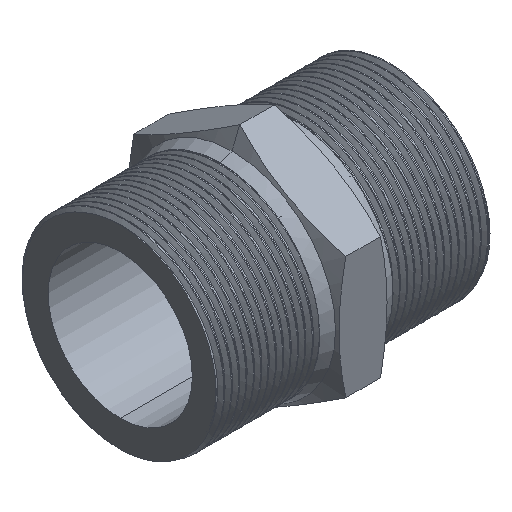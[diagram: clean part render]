
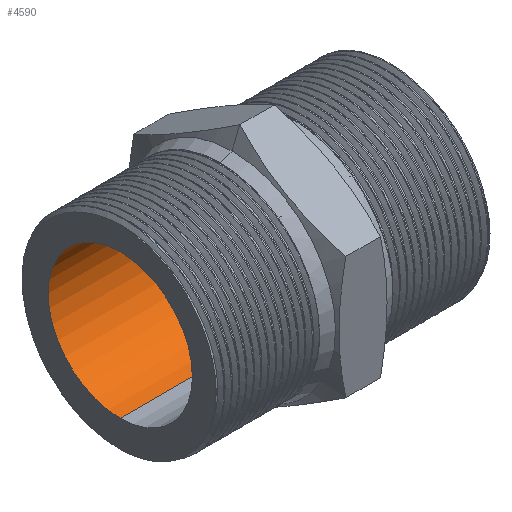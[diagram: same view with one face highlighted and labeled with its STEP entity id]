
A CAD part, isometric view. The second image highlights one B-rep face of the part: STEP entity #4590.
In plain terms, the highlighted cylindrical face has radius 12.25 mm (diameter 24.5 mm), a partial arc.
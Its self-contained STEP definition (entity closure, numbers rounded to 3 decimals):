
#146 = ORIENTED_EDGE ( 'NONE', *, *, #4004, .F. ) ;
#695 = CARTESIAN_POINT ( 'NONE',  ( -4.25, 0., -12.25 ) ) ;
#1090 = EDGE_LOOP ( 'NONE', ( #7896, #146, #5687, #10749 ) ) ;
#2021 = VECTOR ( 'NONE', #12179, 1000. ) ;
#2260 = VERTEX_POINT ( 'NONE', #10848 ) ;
#2495 = CARTESIAN_POINT ( 'NONE',  ( -23.25, 0., 0. ) ) ;
#2550 = CARTESIAN_POINT ( 'NONE',  ( -23.25, 0., 12.25 ) ) ;
#2873 = FACE_OUTER_BOUND ( 'NONE', #1090, .T. ) ;
#2945 = CARTESIAN_POINT ( 'NONE',  ( -4.25, 0., 12.25 ) ) ;
#3088 = CARTESIAN_POINT ( 'NONE',  ( -17.297, 0., -12.25 ) ) ;
#3473 = CIRCLE ( 'NONE', #6161, 12.25 ) ;
#4004 = EDGE_CURVE ( 'NONE', #11302, #6053, #12361, .T. ) ;
#4058 = DIRECTION ( 'NONE',  ( -1., 0., 0. ) ) ;
#4305 = AXIS2_PLACEMENT_3D ( 'NONE', #9924, #8814, #12785 ) ;
#4590 = ADVANCED_FACE ( 'NONE', ( #2873 ), #5062, .F. ) ;
#5062 = CYLINDRICAL_SURFACE ( 'NONE', #4305, 12.25 ) ;
#5090 = DIRECTION ( 'NONE',  ( 0., 0., 1. ) ) ;
#5153 = DIRECTION ( 'NONE',  ( -1., 0., 0. ) ) ;
#5687 = ORIENTED_EDGE ( 'NONE', *, *, #12432, .T. ) ;
#6053 = VERTEX_POINT ( 'NONE', #695 ) ;
#6161 = AXIS2_PLACEMENT_3D ( 'NONE', #2495, #5153, #5090 ) ;
#6575 = EDGE_CURVE ( 'NONE', #6053, #2260, #11831, .T. ) ;
#6814 = EDGE_CURVE ( 'NONE', #11825, #2260, #3473, .T. ) ;
#6919 = DIRECTION ( 'NONE',  ( 0., 0., 1. ) ) ;
#7896 = ORIENTED_EDGE ( 'NONE', *, *, #6575, .F. ) ;
#8420 = AXIS2_PLACEMENT_3D ( 'NONE', #11659, #10756, #6919 ) ;
#8471 = LINE ( 'NONE', #11335, #2021 ) ;
#8814 = DIRECTION ( 'NONE',  ( -1., 0., 0. ) ) ;
#9924 = CARTESIAN_POINT ( 'NONE',  ( -17.297, 0., 0. ) ) ;
#10749 = ORIENTED_EDGE ( 'NONE', *, *, #6814, .T. ) ;
#10756 = DIRECTION ( 'NONE',  ( -1., 0., 0. ) ) ;
#10848 = CARTESIAN_POINT ( 'NONE',  ( -23.25, 0., -12.25 ) ) ;
#11302 = VERTEX_POINT ( 'NONE', #2945 ) ;
#11335 = CARTESIAN_POINT ( 'NONE',  ( -17.297, 0., 12.25 ) ) ;
#11659 = CARTESIAN_POINT ( 'NONE',  ( -4.25, 0., 0. ) ) ;
#11749 = VECTOR ( 'NONE', #4058, 1000. ) ;
#11825 = VERTEX_POINT ( 'NONE', #2550 ) ;
#11831 = LINE ( 'NONE', #3088, #11749 ) ;
#12179 = DIRECTION ( 'NONE',  ( -1., 0., 0. ) ) ;
#12361 = CIRCLE ( 'NONE', #8420, 12.25 ) ;
#12432 = EDGE_CURVE ( 'NONE', #11302, #11825, #8471, .T. ) ;
#12785 = DIRECTION ( 'NONE',  ( 0., 0., 1. ) ) ;
